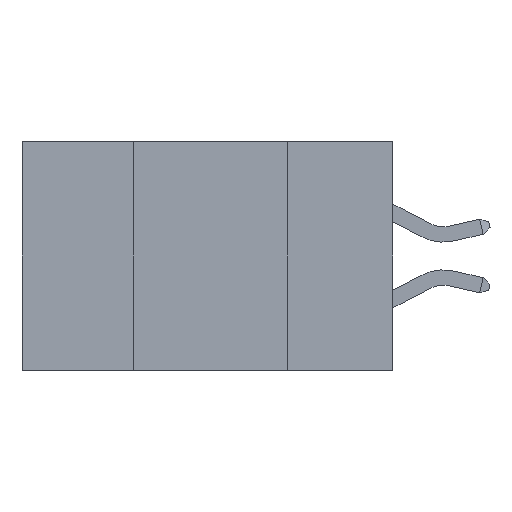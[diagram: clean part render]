
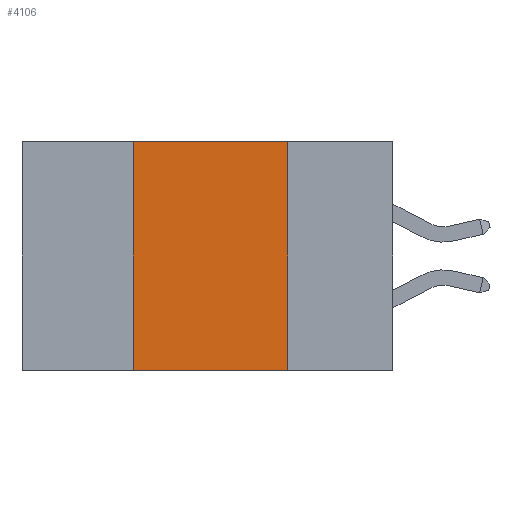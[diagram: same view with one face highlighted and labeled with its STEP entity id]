
A CAD part, left-side view. The second image highlights one B-rep face of the part: STEP entity #4106.
In plain terms, the highlighted planar face has unit normal (-1, 0, 0).
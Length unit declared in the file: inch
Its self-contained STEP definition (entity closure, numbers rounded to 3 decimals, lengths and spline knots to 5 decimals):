
#1300 = ORIENTED_EDGE ( 'NONE', *, *, #3481, .T. ) ;
#1783 = EDGE_CURVE ( 'NONE', #10168, #4293, #4400, .T. ) ;
#1803 = VECTOR ( 'NONE', #3260, 39.37008 ) ;
#1819 = DIRECTION ( 'NONE',  ( 0., -1., 0. ) ) ;
#2366 = VERTEX_POINT ( 'NONE', #9646 ) ;
#2551 = VECTOR ( 'NONE', #5326, 39.37008 ) ;
#2840 = CARTESIAN_POINT ( 'NONE',  ( 0., 0.6, -0.37 ) ) ;
#3048 = VECTOR ( 'NONE', #6221, 39.37008 ) ;
#3216 = EDGE_LOOP ( 'NONE', ( #6491, #6392, #7199, #1300 ) ) ;
#3260 = DIRECTION ( 'NONE',  ( 0., 0., -1. ) ) ;
#3481 = EDGE_CURVE ( 'NONE', #2366, #4293, #7782, .T. ) ;
#3807 = CARTESIAN_POINT ( 'NONE',  ( 0., 0.42, 0. ) ) ;
#4106 = ADVANCED_FACE ( 'NONE', ( #10722 ), #5780, .F. ) ;
#4293 = VERTEX_POINT ( 'NONE', #10224 ) ;
#4400 = LINE ( 'NONE', #9313, #1803 ) ;
#5027 = AXIS2_PLACEMENT_3D ( 'NONE', #9387, #11026, #8536 ) ;
#5215 = CARTESIAN_POINT ( 'NONE',  ( 0., 0.6, 0. ) ) ;
#5317 = CARTESIAN_POINT ( 'NONE',  ( 0., 0.17, 0. ) ) ;
#5326 = DIRECTION ( 'NONE',  ( 0., 0., 1. ) ) ;
#5477 = LINE ( 'NONE', #8976, #2551 ) ;
#5780 = PLANE ( 'NONE',  #5027 ) ;
#6221 = DIRECTION ( 'NONE',  ( 0., -1., 0. ) ) ;
#6392 = ORIENTED_EDGE ( 'NONE', *, *, #9050, .F. ) ;
#6491 = ORIENTED_EDGE ( 'NONE', *, *, #1783, .F. ) ;
#6526 = VERTEX_POINT ( 'NONE', #3807 ) ;
#7199 = ORIENTED_EDGE ( 'NONE', *, *, #11760, .F. ) ;
#7499 = VECTOR ( 'NONE', #1819, 39.37008 ) ;
#7782 = LINE ( 'NONE', #2840, #7499 ) ;
#8119 = LINE ( 'NONE', #5215, #3048 ) ;
#8536 = DIRECTION ( 'NONE',  ( 0., 0., -1. ) ) ;
#8976 = CARTESIAN_POINT ( 'NONE',  ( 0., 0.42, 0. ) ) ;
#9050 = EDGE_CURVE ( 'NONE', #6526, #10168, #8119, .T. ) ;
#9313 = CARTESIAN_POINT ( 'NONE',  ( 0., 0.17, 0. ) ) ;
#9387 = CARTESIAN_POINT ( 'NONE',  ( 0., 0.6, 0. ) ) ;
#9646 = CARTESIAN_POINT ( 'NONE',  ( 0., 0.42, -0.37 ) ) ;
#10168 = VERTEX_POINT ( 'NONE', #5317 ) ;
#10224 = CARTESIAN_POINT ( 'NONE',  ( 0., 0.17, -0.37 ) ) ;
#10722 = FACE_OUTER_BOUND ( 'NONE', #3216, .T. ) ;
#11026 = DIRECTION ( 'NONE',  ( 1., 0., 0. ) ) ;
#11760 = EDGE_CURVE ( 'NONE', #2366, #6526, #5477, .T. ) ;
